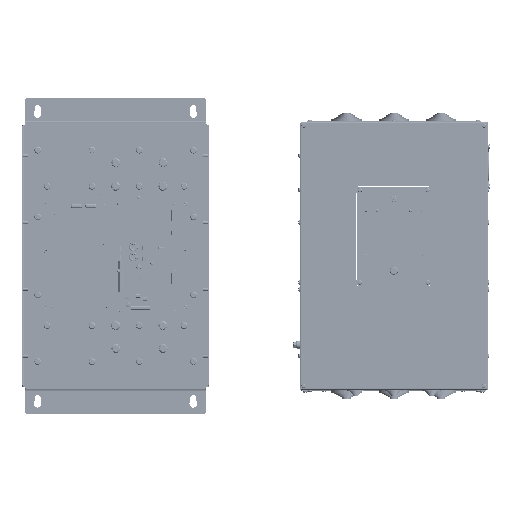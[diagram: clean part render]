
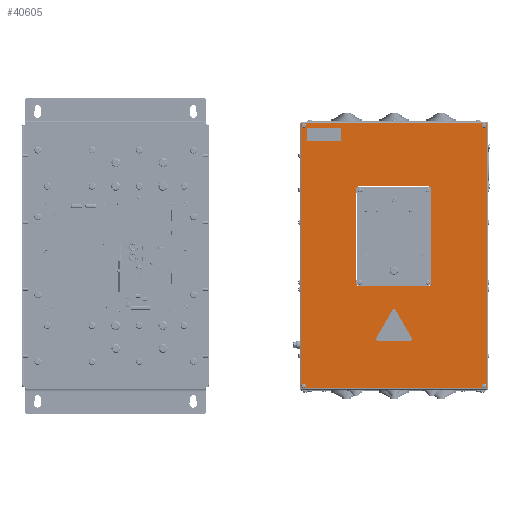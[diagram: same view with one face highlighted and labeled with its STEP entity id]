
A CAD part, top view. The second image highlights one B-rep face of the part: STEP entity #40605.
In plain terms, the highlighted planar face has unit normal (0, 0, 1).
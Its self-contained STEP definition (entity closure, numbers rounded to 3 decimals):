
#40605=ADVANCED_FACE('',(#69297,#69299,#69301,#69303,#69305,#69307),#69309,.T.);
#69297=FACE_BOUND('',#69298,.T.);
#69298=EDGE_LOOP('',(#113251,#113252,#113253,#113254));
#69299=FACE_BOUND('',#69300,.T.);
#69300=EDGE_LOOP('',(#113255,#113256,#113257,#113258,#113259,#113260,#113261,#113262));
#69301=FACE_BOUND('',#69302,.T.);
#69302=EDGE_LOOP('',(#113263));
#69303=FACE_BOUND('',#69304,.T.);
#69304=EDGE_LOOP('',(#113264));
#69305=FACE_BOUND('',#69306,.T.);
#69306=EDGE_LOOP('',(#113265));
#69307=FACE_BOUND('',#69308,.T.);
#69308=EDGE_LOOP('',(#113266));
#69309=PLANE('',#69310);
#69310=AXIS2_PLACEMENT_3D('',#69311,#69312,#69313);
#69311=CARTESIAN_POINT('',(499.569,683.044,329.72));
#69312=DIRECTION('',(0.,0.,1.));
#69313=DIRECTION('',(1.,0.,0.));
#113251=ORIENTED_EDGE('',*,*,#136132,.T.);
#113252=ORIENTED_EDGE('',*,*,#136133,.T.);
#113253=ORIENTED_EDGE('',*,*,#136099,.T.);
#113254=ORIENTED_EDGE('',*,*,#136134,.T.);
#113255=ORIENTED_EDGE('',*,*,#136135,.T.);
#113256=ORIENTED_EDGE('',*,*,#136136,.T.);
#113257=ORIENTED_EDGE('',*,*,#136137,.T.);
#113258=ORIENTED_EDGE('',*,*,#136138,.T.);
#113259=ORIENTED_EDGE('',*,*,#136139,.T.);
#113260=ORIENTED_EDGE('',*,*,#136140,.T.);
#113261=ORIENTED_EDGE('',*,*,#136141,.T.);
#113262=ORIENTED_EDGE('',*,*,#136142,.T.);
#113263=ORIENTED_EDGE('',*,*,#136143,.T.);
#113264=ORIENTED_EDGE('',*,*,#136144,.T.);
#113265=ORIENTED_EDGE('',*,*,#136145,.T.);
#113266=ORIENTED_EDGE('',*,*,#136146,.T.);
#136099=EDGE_CURVE('',#160923,#160915,#160941,.T.);
#136132=EDGE_CURVE('',#160990,#160984,#160991,.T.);
#136133=EDGE_CURVE('',#160984,#160923,#160992,.T.);
#136134=EDGE_CURVE('',#160915,#160990,#160993,.T.);
#136135=EDGE_CURVE('',#160994,#160995,#160996,.F.);
#136136=EDGE_CURVE('',#160995,#160997,#160998,.F.);
#136137=EDGE_CURVE('',#160997,#160999,#161000,.F.);
#136138=EDGE_CURVE('',#160999,#161001,#161002,.F.);
#136139=EDGE_CURVE('',#161001,#161003,#161004,.F.);
#136140=EDGE_CURVE('',#161003,#161005,#161006,.F.);
#136141=EDGE_CURVE('',#161005,#161007,#161008,.F.);
#136142=EDGE_CURVE('',#161007,#160994,#161009,.F.);
#136143=EDGE_CURVE('',#161010,#161010,#161011,.F.);
#136144=EDGE_CURVE('',#161012,#161012,#161013,.F.);
#136145=EDGE_CURVE('',#161014,#161014,#161015,.F.);
#136146=EDGE_CURVE('',#161016,#161016,#161017,.F.);
#160915=VERTEX_POINT('',#207070);
#160923=VERTEX_POINT('',#207088);
#160941=LINE('',#207129,#207130);
#160984=VERTEX_POINT('',#207233);
#160990=VERTEX_POINT('',#207249);
#160991=LINE('',#207250,#207251);
#160992=LINE('',#207253,#207254);
#160993=LINE('',#207256,#207257);
#160994=VERTEX_POINT('',#207259);
#160995=VERTEX_POINT('',#207260);
#160996=CIRCLE('',#207261,5.);
#160997=VERTEX_POINT('',#207265);
#160998=LINE('',#207266,#207267);
#160999=VERTEX_POINT('',#207269);
#161000=CIRCLE('',#207270,5.);
#161001=VERTEX_POINT('',#207274);
#161002=LINE('',#207275,#207276);
#161003=VERTEX_POINT('',#207278);
#161004=CIRCLE('',#207279,5.);
#161005=VERTEX_POINT('',#207283);
#161006=LINE('',#207284,#207285);
#161007=VERTEX_POINT('',#207287);
#161008=CIRCLE('',#207288,5.);
#161009=LINE('',#207292,#207293);
#161010=VERTEX_POINT('',#207295);
#161011=CIRCLE('',#207296,2.5);
#161012=VERTEX_POINT('',#207300);
#161013=CIRCLE('',#207301,2.5);
#161014=VERTEX_POINT('',#207305);
#161015=CIRCLE('',#207306,2.5);
#161016=VERTEX_POINT('',#207310);
#161017=CIRCLE('',#207311,2.5);
#207070=CARTESIAN_POINT('',(501.869,203.344,329.72));
#207088=CARTESIAN_POINT('',(501.869,680.744,329.72));
#207129=CARTESIAN_POINT('',(501.869,680.744,329.72));
#207130=VECTOR('',#207131,1.);
#207131=DIRECTION('',(0.,-1.,0.));
#207233=CARTESIAN_POINT('',(835.269,680.744,329.72));
#207249=CARTESIAN_POINT('',(835.269,203.344,329.72));
#207250=CARTESIAN_POINT('',(835.269,203.344,329.72));
#207251=VECTOR('',#207252,1.);
#207252=DIRECTION('',(0.,1.,0.));
#207253=CARTESIAN_POINT('',(835.269,680.744,329.72));
#207254=VECTOR('',#207255,1.);
#207255=DIRECTION('',(-1.,0.,0.));
#207256=CARTESIAN_POINT('',(501.869,203.344,329.72));
#207257=VECTOR('',#207258,1.);
#207258=DIRECTION('',(1.,0.,0.));
#207259=CARTESIAN_POINT('',(736.069,392.544,329.72));
#207260=CARTESIAN_POINT('',(731.069,387.544,329.72));
#207261=AXIS2_PLACEMENT_3D('',#207262,#207263,#207264);
#207262=CARTESIAN_POINT('',(731.069,392.544,329.72));
#207263=DIRECTION('',(0.,0.,1.));
#207264=DIRECTION('',(0.,-1.,0.));
#207265=CARTESIAN_POINT('',(606.069,387.544,329.72));
#207266=CARTESIAN_POINT('',(606.069,387.544,329.72));
#207267=VECTOR('',#207268,1.);
#207268=DIRECTION('',(1.,0.,0.));
#207269=CARTESIAN_POINT('',(601.069,392.544,329.72));
#207270=AXIS2_PLACEMENT_3D('',#207271,#207272,#207273);
#207271=CARTESIAN_POINT('',(606.069,392.544,329.72));
#207272=DIRECTION('',(0.,0.,1.));
#207273=DIRECTION('',(-1.,0.,0.));
#207274=CARTESIAN_POINT('',(601.069,561.544,329.72));
#207275=CARTESIAN_POINT('',(601.069,561.544,329.72));
#207276=VECTOR('',#207277,1.);
#207277=DIRECTION('',(0.,-1.,0.));
#207278=CARTESIAN_POINT('',(606.069,566.544,329.72));
#207279=AXIS2_PLACEMENT_3D('',#207280,#207281,#207282);
#207280=CARTESIAN_POINT('',(606.069,561.544,329.72));
#207281=DIRECTION('',(0.,0.,1.));
#207282=DIRECTION('',(0.,1.,0.));
#207283=CARTESIAN_POINT('',(731.069,566.544,329.72));
#207284=CARTESIAN_POINT('',(731.069,566.544,329.72));
#207285=VECTOR('',#207286,1.);
#207286=DIRECTION('',(-1.,0.,0.));
#207287=CARTESIAN_POINT('',(736.069,561.544,329.72));
#207288=AXIS2_PLACEMENT_3D('',#207289,#207290,#207291);
#207289=CARTESIAN_POINT('',(731.069,561.544,329.72));
#207290=DIRECTION('',(0.,0.,1.));
#207291=DIRECTION('',(1.,0.,0.));
#207292=CARTESIAN_POINT('',(736.069,392.544,329.72));
#207293=VECTOR('',#207294,1.);
#207294=DIRECTION('',(0.,1.,0.));
#207295=CARTESIAN_POINT('',(504.069,208.044,329.72));
#207296=AXIS2_PLACEMENT_3D('',#207297,#207298,#207299);
#207297=CARTESIAN_POINT('',(506.569,208.044,329.72));
#207298=DIRECTION('',(0.,0.,1.));
#207299=DIRECTION('',(-1.,0.,0.));
#207300=CARTESIAN_POINT('',(504.069,676.044,329.72));
#207301=AXIS2_PLACEMENT_3D('',#207302,#207303,#207304);
#207302=CARTESIAN_POINT('',(506.569,676.044,329.72));
#207303=DIRECTION('',(0.,0.,1.));
#207304=DIRECTION('',(-1.,0.,0.));
#207305=CARTESIAN_POINT('',(828.069,208.044,329.72));
#207306=AXIS2_PLACEMENT_3D('',#207307,#207308,#207309);
#207307=CARTESIAN_POINT('',(830.569,208.044,329.72));
#207308=DIRECTION('',(0.,0.,1.));
#207309=DIRECTION('',(-1.,0.,0.));
#207310=CARTESIAN_POINT('',(828.069,676.044,329.72));
#207311=AXIS2_PLACEMENT_3D('',#207312,#207313,#207314);
#207312=CARTESIAN_POINT('',(830.569,676.044,329.72));
#207313=DIRECTION('',(0.,0.,1.));
#207314=DIRECTION('',(-1.,0.,0.));
